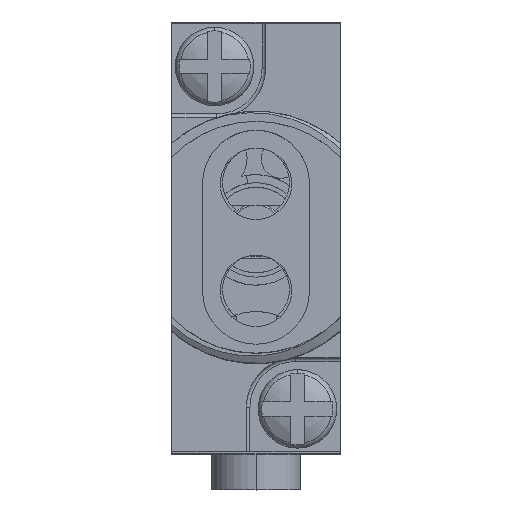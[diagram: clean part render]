
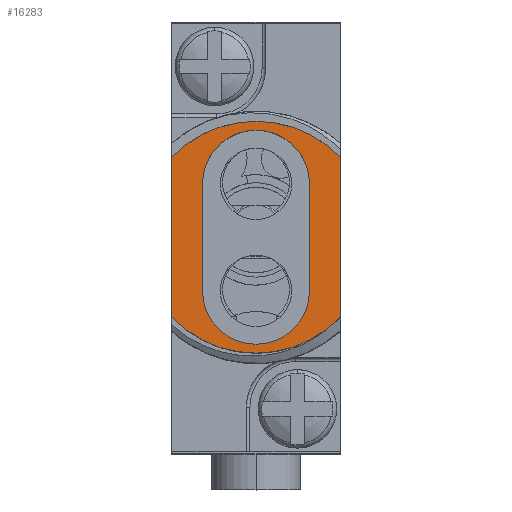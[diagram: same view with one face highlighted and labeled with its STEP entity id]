
A CAD part, top view. The second image highlights one B-rep face of the part: STEP entity #16283.
In plain terms, the highlighted planar face has unit normal (0, 0, 1).
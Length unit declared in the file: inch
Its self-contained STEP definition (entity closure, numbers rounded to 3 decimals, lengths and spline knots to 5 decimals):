
#4744=DIRECTION('',(0.,-1.,0.));
#4745=VECTOR('',#4744,0.4469);
#4746=CARTESIAN_POINT('',(-0.236,0.82845,0.95));
#4747=LINE('',#4746,#4745);
#4748=CARTESIAN_POINT('',(0.,0.605,0.95));
#4749=DIRECTION('',(0.,0.,1.));
#4750=DIRECTION('',(0.726,0.688,0.));
#4751=AXIS2_PLACEMENT_3D('',#4748,#4749,#4750);
#4753=DIRECTION('',(0.,1.,0.));
#4754=VECTOR('',#4753,0.4469);
#4755=CARTESIAN_POINT('',(0.236,0.38155,0.95));
#4756=LINE('',#4755,#4754);
#4757=CARTESIAN_POINT('',(0.,0.605,0.95));
#4758=DIRECTION('',(0.,0.,1.));
#4759=DIRECTION('',(-0.726,-0.688,0.));
#4760=AXIS2_PLACEMENT_3D('',#4757,#4758,#4759);
#4762=CARTESIAN_POINT('',(0.,0.755,0.95));
#4763=DIRECTION('',(0.,0.,1.));
#4764=DIRECTION('',(1.,0.,0.));
#4765=AXIS2_PLACEMENT_3D('',#4762,#4763,#4764);
#4767=DIRECTION('',(0.,-1.,0.));
#4768=VECTOR('',#4767,0.3);
#4769=CARTESIAN_POINT('',(-0.15,0.755,0.95));
#4770=LINE('',#4769,#4768);
#4771=CARTESIAN_POINT('',(0.,0.455,0.95));
#4772=DIRECTION('',(0.,0.,1.));
#4773=DIRECTION('',(-1.,0.,0.));
#4774=AXIS2_PLACEMENT_3D('',#4771,#4772,#4773);
#4776=DIRECTION('',(0.,1.,0.));
#4777=VECTOR('',#4776,0.3);
#4778=CARTESIAN_POINT('',(0.15,0.455,0.95));
#4779=LINE('',#4778,#4777);
#9896=CARTESIAN_POINT('',(-0.236,0.38155,0.95));
#9897=CARTESIAN_POINT('',(0.236,0.38155,0.95));
#9898=VERTEX_POINT('',#9896);
#9899=VERTEX_POINT('',#9897);
#9900=CARTESIAN_POINT('',(0.236,0.82845,0.95));
#9901=CARTESIAN_POINT('',(-0.236,0.82845,0.95));
#9902=VERTEX_POINT('',#9900);
#9903=VERTEX_POINT('',#9901);
#9993=CARTESIAN_POINT('',(0.15,0.755,0.95));
#9994=CARTESIAN_POINT('',(-0.15,0.755,0.95));
#9995=VERTEX_POINT('',#9993);
#9996=VERTEX_POINT('',#9994);
#9997=CARTESIAN_POINT('',(-0.15,0.455,0.95));
#9998=VERTEX_POINT('',#9997);
#9999=CARTESIAN_POINT('',(0.15,0.455,0.95));
#10000=VERTEX_POINT('',#9999);
#16261=CARTESIAN_POINT('',(-0.236,0.005,0.95));
#16262=DIRECTION('',(0.,0.,1.));
#16263=DIRECTION('',(1.,0.,0.));
#16264=AXIS2_PLACEMENT_3D('',#16261,#16262,#16263);
#16265=PLANE('',#16264);
#16266=ORIENTED_EDGE('',*,*,#13815,.F.);
#16268=ORIENTED_EDGE('',*,*,#16267,.F.);
#16269=ORIENTED_EDGE('',*,*,#14138,.F.);
#16270=ORIENTED_EDGE('',*,*,#16239,.F.);
#16271=EDGE_LOOP('',(#16266,#16268,#16269,#16270));
#16272=FACE_OUTER_BOUND('',#16271,.F.);
#16274=ORIENTED_EDGE('',*,*,#16273,.T.);
#16276=ORIENTED_EDGE('',*,*,#16275,.T.);
#16278=ORIENTED_EDGE('',*,*,#16277,.T.);
#16280=ORIENTED_EDGE('',*,*,#16279,.T.);
#16281=EDGE_LOOP('',(#16274,#16276,#16278,#16280));
#16282=FACE_BOUND('',#16281,.F.);
#16283=ADVANCED_FACE('',(#16272,#16282),#16265,.T.);
#4752=CIRCLE('',#4751,0.325);
#4761=CIRCLE('',#4760,0.325);
#4766=CIRCLE('',#4765,0.15);
#4775=CIRCLE('',#4774,0.15);
#13815=EDGE_CURVE('',#9903,#9898,#4747,.T.);
#14138=EDGE_CURVE('',#9899,#9902,#4756,.T.);
#16239=EDGE_CURVE('',#9898,#9899,#4761,.T.);
#16267=EDGE_CURVE('',#9902,#9903,#4752,.T.);
#16273=EDGE_CURVE('',#9995,#9996,#4766,.T.);
#16275=EDGE_CURVE('',#9996,#9998,#4770,.T.);
#16277=EDGE_CURVE('',#9998,#10000,#4775,.T.);
#16279=EDGE_CURVE('',#10000,#9995,#4779,.T.);
